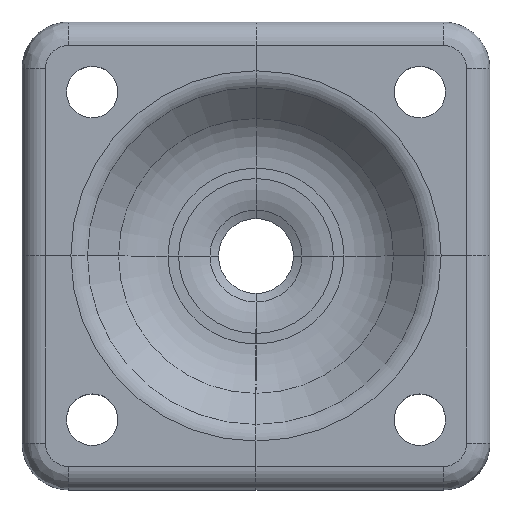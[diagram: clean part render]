
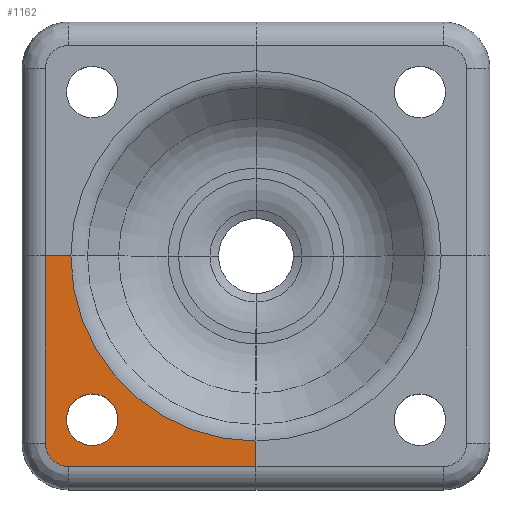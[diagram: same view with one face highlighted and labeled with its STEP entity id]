
A CAD part, top view. The second image highlights one B-rep face of the part: STEP entity #1162.
In plain terms, the highlighted planar face has unit normal (0, 0, 1).
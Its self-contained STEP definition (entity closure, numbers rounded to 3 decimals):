
#45=FACE_BOUND('',#191,.T.);
#63=PLANE('',#1294);
#118=FACE_OUTER_BOUND('',#190,.T.);
#190=EDGE_LOOP('',(#949,#950,#951,#952,#953,#954));
#191=EDGE_LOOP('',(#955));
#268=LINE('',#1953,#352);
#269=LINE('',#1972,#353);
#271=LINE('',#1976,#355);
#272=LINE('',#1979,#356);
#352=VECTOR('',#1565,10.);
#353=VECTOR('',#1576,10.);
#355=VECTOR('',#1580,10.);
#356=VECTOR('',#1583,10.);
#440=CIRCLE('',#1290,1.);
#443=CIRCLE('',#1295,7.914);
#444=CIRCLE('',#1296,1.1);
#537=VERTEX_POINT('',#1946);
#540=VERTEX_POINT('',#1951);
#542=VERTEX_POINT('',#1964);
#544=VERTEX_POINT('',#1970);
#545=VERTEX_POINT('',#1975);
#546=VERTEX_POINT('',#1977);
#547=VERTEX_POINT('',#1980);
#682=EDGE_CURVE('',#540,#537,#268,.T.);
#684=EDGE_CURVE('',#542,#540,#440,.T.);
#687=EDGE_CURVE('',#544,#542,#269,.T.);
#689=EDGE_CURVE('',#544,#545,#271,.T.);
#690=EDGE_CURVE('',#546,#545,#443,.T.);
#691=EDGE_CURVE('',#546,#537,#272,.T.);
#692=EDGE_CURVE('',#547,#547,#444,.T.);
#949=ORIENTED_EDGE('',*,*,#682,.F.);
#950=ORIENTED_EDGE('',*,*,#684,.F.);
#951=ORIENTED_EDGE('',*,*,#687,.F.);
#952=ORIENTED_EDGE('',*,*,#689,.T.);
#953=ORIENTED_EDGE('',*,*,#690,.F.);
#954=ORIENTED_EDGE('',*,*,#691,.T.);
#955=ORIENTED_EDGE('',*,*,#692,.T.);
#1162=ADVANCED_FACE('',(#118,#45),#63,.T.);
#1290=AXIS2_PLACEMENT_3D('',#1966,#1568,#1569);
#1294=AXIS2_PLACEMENT_3D('',#1974,#1578,#1579);
#1295=AXIS2_PLACEMENT_3D('',#1978,#1581,#1582);
#1296=AXIS2_PLACEMENT_3D('',#1981,#1584,#1585);
#1565=DIRECTION('',(0.,1.,0.));
#1568=DIRECTION('center_axis',(0.,0.,-1.));
#1569=DIRECTION('ref_axis',(-0.707,-0.707,0.));
#1576=DIRECTION('',(-1.,0.,0.));
#1578=DIRECTION('center_axis',(0.,0.,1.));
#1579=DIRECTION('ref_axis',(-1.,0.,0.));
#1580=DIRECTION('',(0.,1.,0.));
#1581=DIRECTION('center_axis',(0.,0.,1.));
#1582=DIRECTION('ref_axis',(-0.707,-0.707,0.));
#1583=DIRECTION('',(-1.,0.,0.));
#1584=DIRECTION('center_axis',(0.,0.,-1.));
#1585=DIRECTION('ref_axis',(-1.,0.,0.));
#1946=CARTESIAN_POINT('',(-9.,0.,3.));
#1951=CARTESIAN_POINT('',(-9.,-8.,3.));
#1953=CARTESIAN_POINT('',(-9.,-2.5,3.));
#1964=CARTESIAN_POINT('',(-8.,-9.,3.));
#1966=CARTESIAN_POINT('Origin',(-8.,-8.,3.));
#1970=CARTESIAN_POINT('',(0.,-9.,3.));
#1972=CARTESIAN_POINT('',(-7.5,-9.,3.));
#1974=CARTESIAN_POINT('Origin',(-5.,-5.,3.));
#1975=CARTESIAN_POINT('',(0.,-7.914,3.));
#1976=CARTESIAN_POINT('',(0.,-10.,3.));
#1977=CARTESIAN_POINT('',(-7.914,0.,3.));
#1978=CARTESIAN_POINT('Origin',(0.,0.,
3.));
#1979=CARTESIAN_POINT('',(0.,0.,3.));
#1980=CARTESIAN_POINT('',(-5.9,-7.,3.));
#1981=CARTESIAN_POINT('Origin',(-7.,-7.,3.));
